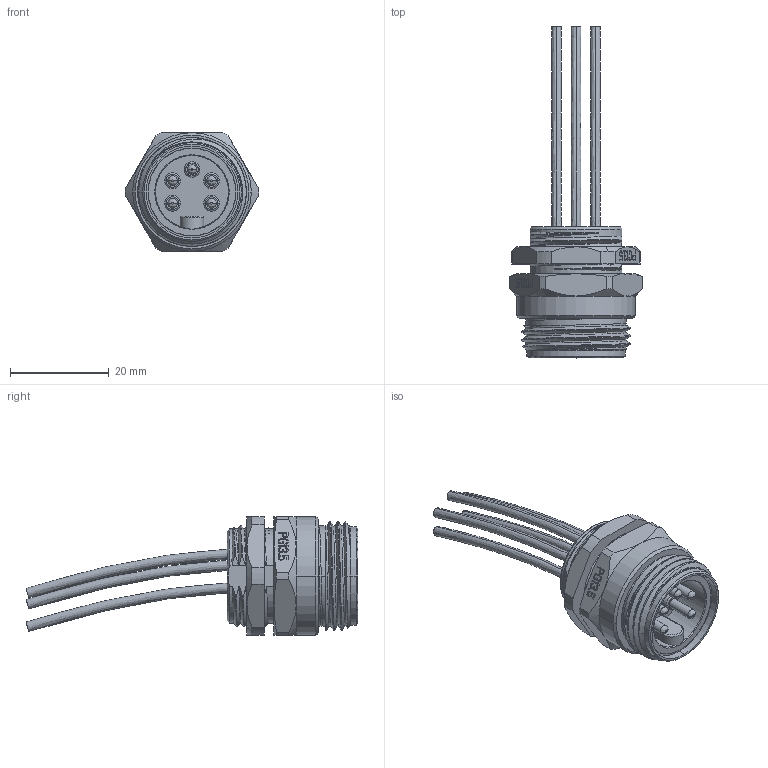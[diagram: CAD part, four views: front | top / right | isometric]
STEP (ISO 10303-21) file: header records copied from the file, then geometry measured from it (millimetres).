
FILE_DESCRIPTION((''),'2;1');
FILE_NAME('7_8-M05-BK-PG13_5-W0__SW0002','2020-12-17T',('tc.chen'),(''),'PRO/ENGINEER BY PARAMETRIC TECHNOLOGY CORPORATION, 2012480','PRO/ENGINEER BY PARAMETRIC TECHNOLOGY CORPORATION, 2012480','');
FILE_SCHEMA(('AUTOMOTIVE_DESIGN { 1 0 10303 214 1 1 1 1 }'));
Length unit declared in the file: millimetre
Products named in the file (1): 7_8-M05-BK-PG13_5-W0__SW0002
Bounding box: 27 x 67.17 x 24 mm (x, y, z)
Volume: 9525.3 mm3; surface area: 7506.5 mm2
Topology: 1 solids, 1 shells, 601 faces, 1701 edges, 1103 vertices
Faces by surface type: plane 413, bspline 83, cylinder 67, cone 27, torus 11
Entity records: 25789 total; most frequent: CARTESIAN_POINT 10583, ORIENTED_EDGE 3402, DIRECTION 2689, EDGE_CURVE 1701, VECTOR 1251, LINE 1251, VERTEX_POINT 1103, AXIS2_PLACEMENT_3D 719
